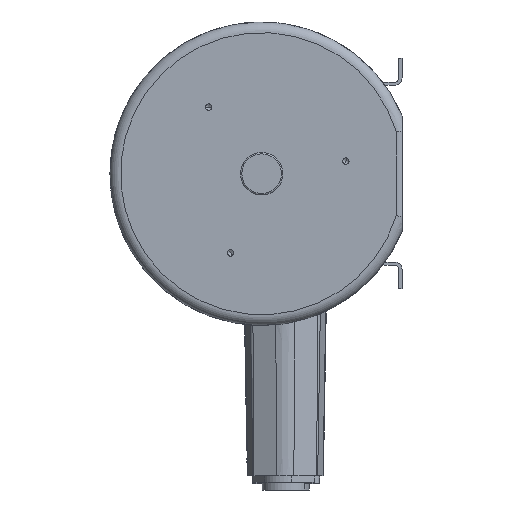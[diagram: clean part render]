
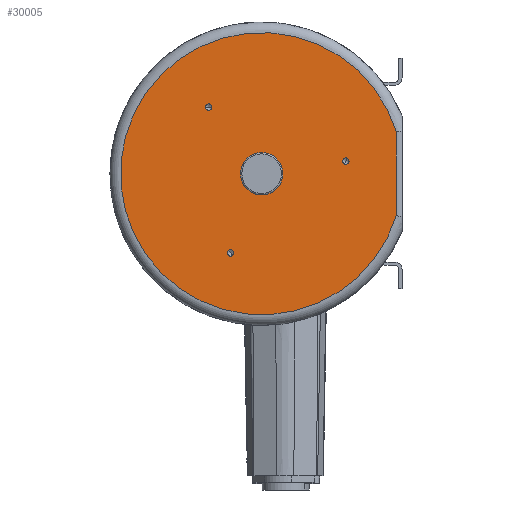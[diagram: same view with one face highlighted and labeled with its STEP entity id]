
A CAD part, left-side view. The second image highlights one B-rep face of the part: STEP entity #30005.
In plain terms, the highlighted planar face has unit normal (-1, 0, 0).
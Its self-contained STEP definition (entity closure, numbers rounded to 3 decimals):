
#12285=CARTESIAN_POINT('',(-225.,0.,0.));
#12286=DIRECTION('',(-1.,0.,0.));
#12287=DIRECTION('',(0.,-0.955,0.297));
#12288=AXIS2_PLACEMENT_3D('',#12285,#12286,#12287);
#12336=CARTESIAN_POINT('',(-225.,0.,0.));
#12337=DIRECTION('',(-1.,0.,0.));
#12338=DIRECTION('',(0.,0.,1.));
#12339=AXIS2_PLACEMENT_3D('',#12336,#12337,#12338);
#12341=CARTESIAN_POINT('',(-225.,0.,0.));
#12342=DIRECTION('',(-1.,0.,0.));
#12343=DIRECTION('',(0.,0.,-1.));
#12344=AXIS2_PLACEMENT_3D('',#12341,#12342,#12343);
#12346=DIRECTION('',(0.,0.,1.));
#12347=VECTOR('',#12346,118.338);
#12348=CARTESIAN_POINT('',(-225.,-190.,-59.169));
#12349=LINE('',#12348,#12347);
#12350=CARTESIAN_POINT('',(-225.,74.702,93.913));
#12351=DIRECTION('',(-1.,0.,0.));
#12352=DIRECTION('',(0.,1.,0.));
#12353=AXIS2_PLACEMENT_3D('',#12350,#12351,#12352);
#12355=CARTESIAN_POINT('',(-225.,74.702,93.913));
#12356=DIRECTION('',(-1.,0.,0.));
#12357=DIRECTION('',(0.,-1.,0.));
#12358=AXIS2_PLACEMENT_3D('',#12355,#12356,#12357);
#12360=CARTESIAN_POINT('',(-225.,43.98,-111.65));
#12361=DIRECTION('',(-1.,0.,0.));
#12362=DIRECTION('',(0.,-0.5,-0.866));
#12363=AXIS2_PLACEMENT_3D('',#12360,#12361,#12362);
#12365=CARTESIAN_POINT('',(-225.,43.98,-111.65));
#12366=DIRECTION('',(-1.,0.,0.));
#12367=DIRECTION('',(0.,0.5,0.866));
#12368=AXIS2_PLACEMENT_3D('',#12365,#12366,#12367);
#12370=CARTESIAN_POINT('',(-225.,-118.682,17.737));
#12371=DIRECTION('',(-1.,0.,0.));
#12372=DIRECTION('',(0.,-0.5,0.866));
#12373=AXIS2_PLACEMENT_3D('',#12370,#12371,#12372);
#12375=CARTESIAN_POINT('',(-225.,-118.682,17.737));
#12376=DIRECTION('',(-1.,0.,0.));
#12377=DIRECTION('',(0.,0.5,-0.866));
#12378=AXIS2_PLACEMENT_3D('',#12375,#12376,#12377);
#13073=CARTESIAN_POINT('',(-225.,0.,30.));
#13074=CARTESIAN_POINT('',(-225.,0.,-30.));
#13075=VERTEX_POINT('',#13073);
#13076=VERTEX_POINT('',#13074);
#13249=CARTESIAN_POINT('',(-225.,-190.,-59.169));
#13250=CARTESIAN_POINT('',(-225.,-190.,59.169));
#13251=VERTEX_POINT('',#13249);
#13252=VERTEX_POINT('',#13250);
#13397=CARTESIAN_POINT('',(-225.,79.202,93.913));
#13398=CARTESIAN_POINT('',(-225.,70.202,93.913));
#13399=VERTEX_POINT('',#13397);
#13400=VERTEX_POINT('',#13398);
#13407=CARTESIAN_POINT('',(-225.,41.73,-115.547));
#13408=CARTESIAN_POINT('',(-225.,46.23,-107.753));
#13409=VERTEX_POINT('',#13407);
#13410=VERTEX_POINT('',#13408);
#13417=CARTESIAN_POINT('',(-225.,-120.932,21.634));
#13418=CARTESIAN_POINT('',(-225.,-116.432,13.84));
#13419=VERTEX_POINT('',#13417);
#13420=VERTEX_POINT('',#13418);
#29972=CARTESIAN_POINT('',(-225.,0.,0.));
#29973=DIRECTION('',(1.,0.,0.));
#29974=DIRECTION('',(0.,0.,-1.));
#29975=AXIS2_PLACEMENT_3D('',#29972,#29973,#29974);
#29976=PLANE('',#29975);
#29977=ORIENTED_EDGE('',*,*,#29966,.F.);
#29978=ORIENTED_EDGE('',*,*,#29950,.F.);
#29979=EDGE_LOOP('',(#29977,#29978));
#29980=FACE_OUTER_BOUND('',#29979,.F.);
#29982=ORIENTED_EDGE('',*,*,#29981,.T.);
#29984=ORIENTED_EDGE('',*,*,#29983,.T.);
#29985=EDGE_LOOP('',(#29982,#29984));
#29986=FACE_BOUND('',#29985,.F.);
#29988=ORIENTED_EDGE('',*,*,#29987,.T.);
#29990=ORIENTED_EDGE('',*,*,#29989,.T.);
#29991=EDGE_LOOP('',(#29988,#29990));
#29992=FACE_BOUND('',#29991,.F.);
#29994=ORIENTED_EDGE('',*,*,#29993,.T.);
#29996=ORIENTED_EDGE('',*,*,#29995,.T.);
#29997=EDGE_LOOP('',(#29994,#29996));
#29998=FACE_BOUND('',#29997,.F.);
#30000=ORIENTED_EDGE('',*,*,#29999,.T.);
#30002=ORIENTED_EDGE('',*,*,#30001,.T.);
#30003=EDGE_LOOP('',(#30000,#30002));
#30004=FACE_BOUND('',#30003,.F.);
#30005=ADVANCED_FACE('',(#29980,#29986,#29992,#29998,#30004),#29976,.F.);
#12289=CIRCLE('',#12288,199.);
#12340=CIRCLE('',#12339,30.);
#12345=CIRCLE('',#12344,30.);
#12354=CIRCLE('',#12353,4.5);
#12359=CIRCLE('',#12358,4.5);
#12364=CIRCLE('',#12363,4.5);
#12369=CIRCLE('',#12368,4.5);
#12374=CIRCLE('',#12373,4.5);
#12379=CIRCLE('',#12378,4.5);
#29950=EDGE_CURVE('',#13252,#13251,#12289,.T.);
#29966=EDGE_CURVE('',#13251,#13252,#12349,.T.);
#29981=EDGE_CURVE('',#13075,#13076,#12340,.T.);
#29983=EDGE_CURVE('',#13076,#13075,#12345,.T.);
#29987=EDGE_CURVE('',#13399,#13400,#12354,.T.);
#29989=EDGE_CURVE('',#13400,#13399,#12359,.T.);
#29993=EDGE_CURVE('',#13409,#13410,#12364,.T.);
#29995=EDGE_CURVE('',#13410,#13409,#12369,.T.);
#29999=EDGE_CURVE('',#13419,#13420,#12374,.T.);
#30001=EDGE_CURVE('',#13420,#13419,#12379,.T.);
